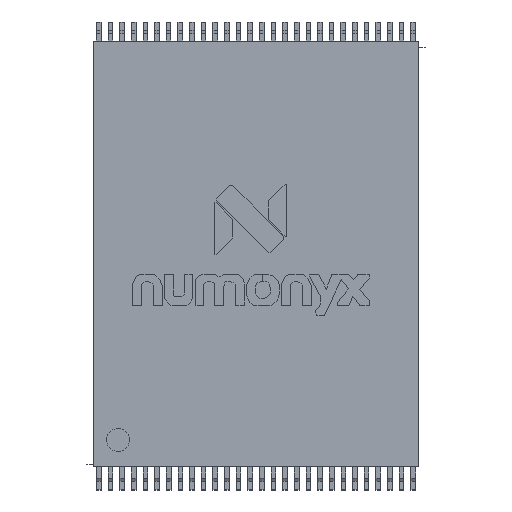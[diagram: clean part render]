
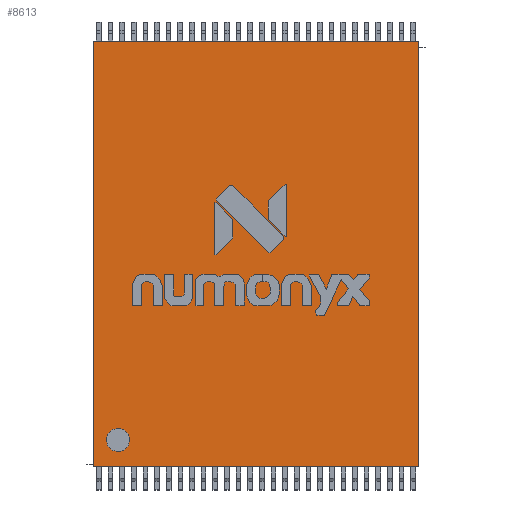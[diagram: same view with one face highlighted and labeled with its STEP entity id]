
A CAD part, top view. The second image highlights one B-rep face of the part: STEP entity #8613.
In plain terms, the highlighted planar face has unit normal (0, 0, 1).
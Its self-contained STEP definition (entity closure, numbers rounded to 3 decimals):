
#530 = ORIENTED_EDGE ( 'NONE', *, *, #531, .F. ) ;
#531 = EDGE_CURVE ( 'NONE', #532, #533, #5167, .T. ) ;
#532 = VERTEX_POINT ( 'NONE', #5163 ) ;
#533 = VERTEX_POINT ( 'NONE', #5162 ) ;
#534 = ORIENTED_EDGE ( 'NONE', *, *, #535, .F. ) ;
#535 = EDGE_CURVE ( 'NONE', #536, #532, #5161, .T. ) ;
#536 = VERTEX_POINT ( 'NONE', #5157 ) ;
#537 = ORIENTED_EDGE ( 'NONE', *, *, #538, .F. ) ;
#538 = EDGE_CURVE ( 'NONE', #539, #536, #5156, .T. ) ;
#539 = VERTEX_POINT ( 'NONE', #5152 ) ;
#540 = ORIENTED_EDGE ( 'NONE', *, *, #541, .F. ) ;
#541 = EDGE_CURVE ( 'NONE', #533, #539, #5151, .T. ) ;
#553 = EDGE_LOOP ( 'NONE', ( #530, #534, #537, #540 ) ) ;
#2732 = DIRECTION ( 'NONE',  ( 1., 0., 0. ) ) ;
#2734 = DIRECTION ( 'NONE',  ( 0., 0., 1. ) ) ;
#2735 = CARTESIAN_POINT ( 'NONE',  ( -7., -9.15, 1.15 ) ) ;
#2737 = AXIS2_PLACEMENT_3D ( 'NONE', #2735, #2734, #2732 ) ;
#2738 = PLANE ( 'NONE',  #2737 ) ;
#2746 = FACE_OUTER_BOUND ( 'NONE', #553, .T. ) ;
#5148 = DIRECTION ( 'NONE',  ( 0., -1., 0. ) ) ;
#5149 = VECTOR ( 'NONE', #5148, 1000. ) ;
#5150 = CARTESIAN_POINT ( 'NONE',  ( 7., 9.15, 1.15 ) ) ;
#5151 = LINE ( 'NONE', #5150, #5149 ) ;
#5152 = CARTESIAN_POINT ( 'NONE',  ( 7., -9.15, 1.15 ) ) ;
#5153 = DIRECTION ( 'NONE',  ( -1., 0., 0. ) ) ;
#5154 = VECTOR ( 'NONE', #5153, 1000. ) ;
#5155 = CARTESIAN_POINT ( 'NONE',  ( 7., -9.15, 1.15 ) ) ;
#5156 = LINE ( 'NONE', #5155, #5154 ) ;
#5157 = CARTESIAN_POINT ( 'NONE',  ( -7., -9.15, 1.15 ) ) ;
#5158 = DIRECTION ( 'NONE',  ( 0., 1., 0. ) ) ;
#5159 = VECTOR ( 'NONE', #5158, 1000. ) ;
#5160 = CARTESIAN_POINT ( 'NONE',  ( -7., -9.15, 1.15 ) ) ;
#5161 = LINE ( 'NONE', #5160, #5159 ) ;
#5162 = CARTESIAN_POINT ( 'NONE',  ( 7., 9.15, 1.15 ) ) ;
#5163 = CARTESIAN_POINT ( 'NONE',  ( -7., 9.15, 1.15 ) ) ;
#5164 = DIRECTION ( 'NONE',  ( 1., 0., 0. ) ) ;
#5165 = VECTOR ( 'NONE', #5164, 1000. ) ;
#5166 = CARTESIAN_POINT ( 'NONE',  ( -7., 9.15, 1.15 ) ) ;
#5167 = LINE ( 'NONE', #5166, #5165 ) ;
#8613 = ADVANCED_FACE ( 'NONE', ( #2746 ), #2738, .T. ) ;
